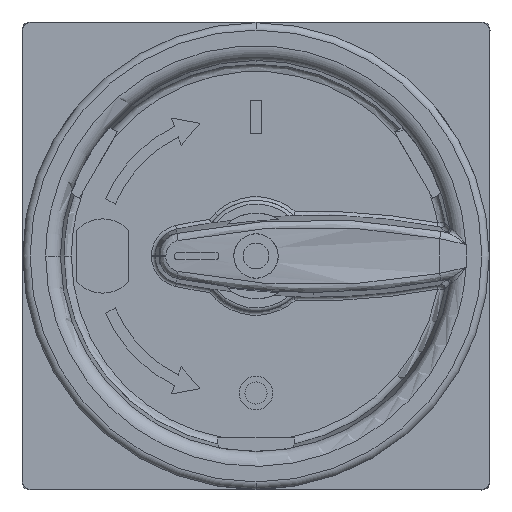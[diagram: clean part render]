
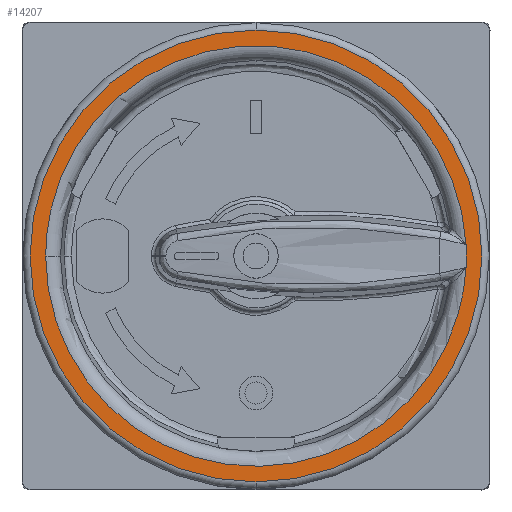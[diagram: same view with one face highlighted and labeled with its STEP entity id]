
A CAD part, front view. The second image highlights one B-rep face of the part: STEP entity #14207.
In plain terms, the highlighted planar face has unit normal (0, -1, 0).
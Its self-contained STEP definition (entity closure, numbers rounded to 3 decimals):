
#9838=DIRECTION('',(0.,0.,-1.));
#9839=VECTOR('',#9838,3.079);
#9840=CARTESIAN_POINT('',(-62.341,-123.1,
13.989));
#9841=LINE('',#9840,#9839);
#10188=CARTESIAN_POINT('',(-90.706,-123.1,
12.45));
#10189=DIRECTION('',(0.,1.,0.));
#10190=DIRECTION('',(0.,0.,1.));
#10191=AXIS2_PLACEMENT_3D('',#10188,#10189,#10190);
#10196=CARTESIAN_POINT('',(-90.706,-123.1,
12.45));
#10197=DIRECTION('',(0.,1.,0.));
#10198=DIRECTION('',(0.,0.,-1.));
#10199=AXIS2_PLACEMENT_3D('',#10196,#10197,#10198);
#10204=CARTESIAN_POINT('',(-62.348,-123.1,13.961));
#10205=CARTESIAN_POINT('',(-62.42,-123.1,15.298));
#10206=CARTESIAN_POINT('',(-62.747,-123.1,17.932));
#10207=CARTESIAN_POINT('',(-63.791,-123.1,21.798));
#10208=CARTESIAN_POINT('',(-65.366,-123.1,25.474));
#10209=CARTESIAN_POINT('',(-67.428,-123.1,28.878));
#10210=CARTESIAN_POINT('',(-69.959,-123.1,31.978));
#10211=CARTESIAN_POINT('',(-72.897,-123.1,34.69));
#10212=CARTESIAN_POINT('',(-76.184,-123.1,36.962));
#10213=CARTESIAN_POINT('',(-79.751,-123.1,38.751));
#10214=CARTESIAN_POINT('',(-83.538,-123.1,40.025));
#10215=CARTESIAN_POINT('',(-87.469,-123.1,40.757));
#10216=CARTESIAN_POINT('',(-91.463,-123.1,40.931));
#10217=CARTESIAN_POINT('',(-95.439,-123.1,40.545));
#10218=CARTESIAN_POINT('',(-99.322,-123.1,39.607));
#10219=CARTESIAN_POINT('',(-103.033,-123.1,38.136));
#10220=CARTESIAN_POINT('',(-106.499,-123.1,36.163));
#10221=CARTESIAN_POINT('',(-109.658,-123.1,33.723));
#10222=CARTESIAN_POINT('',(-112.445,-123.1,30.866));
#10223=CARTESIAN_POINT('',(-114.809,-123.1,27.641));
#10224=CARTESIAN_POINT('',(-116.692,-123.1,24.13));
#10225=CARTESIAN_POINT('',(-118.075,-123.1,20.369));
#10226=CARTESIAN_POINT('',(-118.916,-123.1,16.442));
#10227=CARTESIAN_POINT('',(-119.104,-123.1,13.791));
#10228=CARTESIAN_POINT('',(-119.104,-123.1,12.45));
#10233=CARTESIAN_POINT('',(-119.104,-123.1,12.45));
#10234=CARTESIAN_POINT('',(-119.104,-123.1,11.112));
#10235=CARTESIAN_POINT('',(-118.917,-123.1,8.466));
#10236=CARTESIAN_POINT('',(-118.08,-123.1,4.549));
#10237=CARTESIAN_POINT('',(-116.703,-123.1,0.794));
#10238=CARTESIAN_POINT('',(-114.826,-123.1,-2.714));
#10239=CARTESIAN_POINT('',(-112.463,-123.1,-5.945));
#10240=CARTESIAN_POINT('',(-109.674,-123.1,-8.81));
#10241=CARTESIAN_POINT('',(-106.513,-123.1,-11.254));
#10242=CARTESIAN_POINT('',(-103.046,-123.1,-13.23));
#10243=CARTESIAN_POINT('',(-99.332,-123.1,-14.704));
#10244=CARTESIAN_POINT('',(-95.445,-123.1,-15.644));
#10245=CARTESIAN_POINT('',(-91.467,-123.1,-16.031));
#10246=CARTESIAN_POINT('',(-87.476,-123.1,-15.858));
#10247=CARTESIAN_POINT('',(-83.549,-123.1,-15.128));
#10248=CARTESIAN_POINT('',(-79.764,-123.1,-13.856));
#10249=CARTESIAN_POINT('',(-76.198,-123.1,-12.07));
#10250=CARTESIAN_POINT('',(-72.913,-123.1,-9.802));
#10251=CARTESIAN_POINT('',(-69.978,-123.1,-7.098));
#10252=CARTESIAN_POINT('',(-67.446,-123.1,-4.003));
#10253=CARTESIAN_POINT('',(-65.378,-123.1,-0.598));
#10254=CARTESIAN_POINT('',(-63.797,-123.1,3.084));
#10255=CARTESIAN_POINT('',(-62.748,-123.1,6.96));
#10256=CARTESIAN_POINT('',(-62.42,-123.1,9.6));
#10257=CARTESIAN_POINT('',(-62.348,-123.1,10.939));
#12098=CARTESIAN_POINT('',(-90.706,-123.1,
42.95));
#12099=VERTEX_POINT('',#12098);
#12100=CARTESIAN_POINT('',(-90.706,-123.1,-18.05));
#12101=VERTEX_POINT('',#12100);
#12102=CARTESIAN_POINT('',(-62.341,-123.1,
13.989));
#12103=CARTESIAN_POINT('',(-62.341,-123.1,
10.911));
#12104=VERTEX_POINT('',#12102);
#12105=VERTEX_POINT('',#12103);
#12106=VERTEX_POINT('',#10228);
#14191=CARTESIAN_POINT('',(-58.986,-123.1,-19.273));
#14192=DIRECTION('',(0.,-1.,0.));
#14193=DIRECTION('',(0.,0.,1.));
#14194=AXIS2_PLACEMENT_3D('',#14191,#14192,#14193);
#14195=PLANE('',#14194);
#14197=ORIENTED_EDGE('',*,*,#14196,.T.);
#14199=ORIENTED_EDGE('',*,*,#14198,.T.);
#14200=EDGE_LOOP('',(#14197,#14199));
#14201=FACE_OUTER_BOUND('',#14200,.F.);
#14202=ORIENTED_EDGE('',*,*,#13655,.F.);
#14203=ORIENTED_EDGE('',*,*,#14170,.T.);
#14204=ORIENTED_EDGE('',*,*,#14153,.T.);
#14205=EDGE_LOOP('',(#14202,#14203,#14204));
#14206=FACE_BOUND('',#14205,.F.);
#10192=CIRCLE('',#10191,30.5);
#10200=CIRCLE('',#10199,30.5);
#10229=B_SPLINE_CURVE_WITH_KNOTS('',3,(#10204,#10205,#10206,#10207,#10208,
#10209,#10210,#10211,#10212,#10213,#10214,#10215,#10216,#10217,#10218,#10219,
#10220,#10221,#10222,#10223,#10224,#10225,#10226,#10227,#10228),.UNSPECIFIED.,
.F.,.F.,(4,1,1,1,1,1,1,1,1,1,1,1,1,1,1,1,1,1,1,1,1,1,4),(0.,0.045,
0.091,0.136,0.182,0.227,
0.273,0.318,0.364,0.409,
0.455,0.5,0.545,0.591,0.636,
0.682,0.727,0.773,0.818,
0.864,0.909,0.955,1.),.UNSPECIFIED.);
#10258=B_SPLINE_CURVE_WITH_KNOTS('',3,(#10233,#10234,#10235,#10236,#10237,
#10238,#10239,#10240,#10241,#10242,#10243,#10244,#10245,#10246,#10247,#10248,
#10249,#10250,#10251,#10252,#10253,#10254,#10255,#10256,#10257),.UNSPECIFIED.,
.F.,.F.,(4,1,1,1,1,1,1,1,1,1,1,1,1,1,1,1,1,1,1,1,1,1,4),(0.,0.045,
0.091,0.136,0.182,0.227,
0.273,0.318,0.364,0.409,
0.455,0.5,0.545,0.591,0.636,
0.682,0.727,0.773,0.818,
0.864,0.909,0.955,1.),.UNSPECIFIED.);
#13655=EDGE_CURVE('',#12104,#12105,#9841,.T.);
#14153=EDGE_CURVE('',#12106,#12105,#10258,.T.);
#14170=EDGE_CURVE('',#12104,#12106,#10229,.T.);
#14196=EDGE_CURVE('',#12099,#12101,#10192,.T.);
#14198=EDGE_CURVE('',#12101,#12099,#10200,.T.);
#14207=ADVANCED_FACE('',(#14201,#14206),#14195,.T.);
